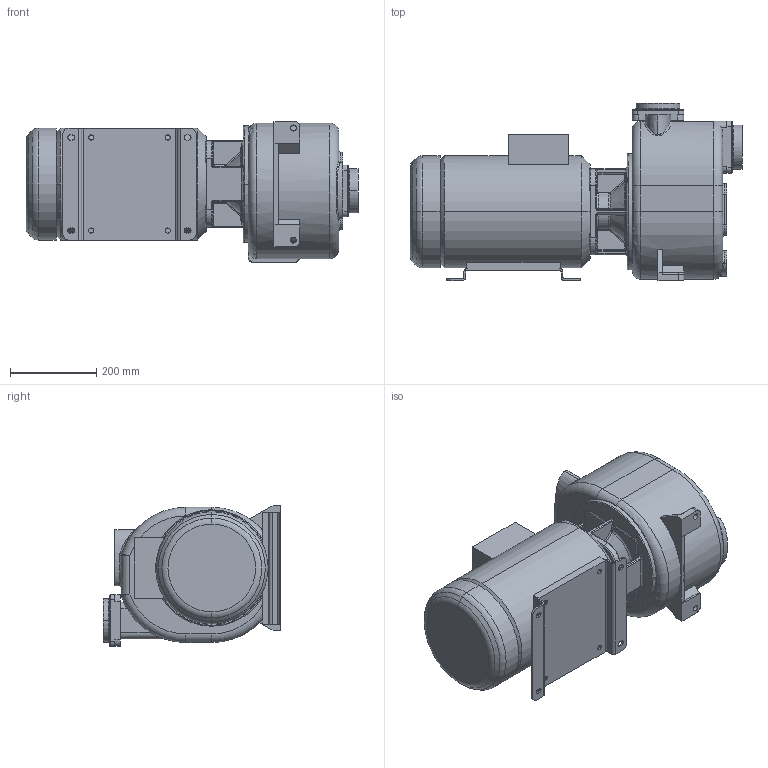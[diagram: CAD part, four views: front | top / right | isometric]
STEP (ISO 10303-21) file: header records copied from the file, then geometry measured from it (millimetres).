
FILE_DESCRIPTION((''),'2;1');
FILE_NAME('S_88_T','2012-02-29T',('Amenduni'),(''),'PRO/ENGINEER BY PARAMETRIC TECHNOLOGY CORPORATION, 2011370','PRO/ENGINEER BY PARAMETRIC TECHNOLOGY CORPORATION, 2011370','');
FILE_SCHEMA(('CONFIG_CONTROL_DESIGN'));
Length unit declared in the file: millimetre
Products named in the file (1): S_88_T
Bounding box: 770.5 x 412 x 327 mm (x, y, z)
Volume: 47577098 mm3; surface area: 1207748.7 mm2
Topology: 1 solids, 1 shells, 552 faces, 1327 edges, 786 vertices
Faces by surface type: cylinder 177, plane 154, bspline 120, torus 71, cone 14, sphere 12, extrusion 4
Entity records: 27175 total; most frequent: CARTESIAN_POINT 14905, ORIENTED_EDGE 2638, DIRECTION 2502, EDGE_CURVE 1319, AXIS2_PLACEMENT_3D 1000, VERTEX_POINT 786, EDGE_LOOP 585, CIRCLE 568
